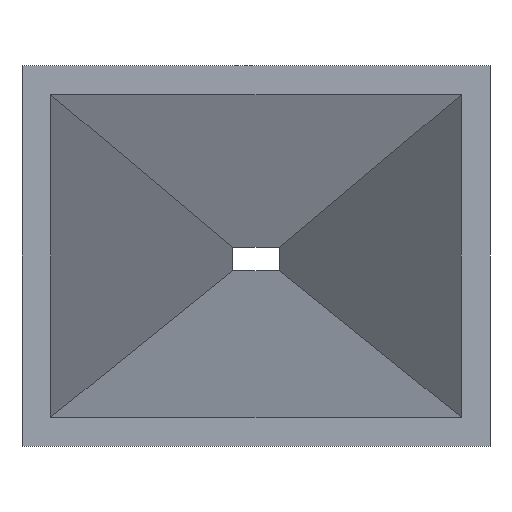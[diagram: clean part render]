
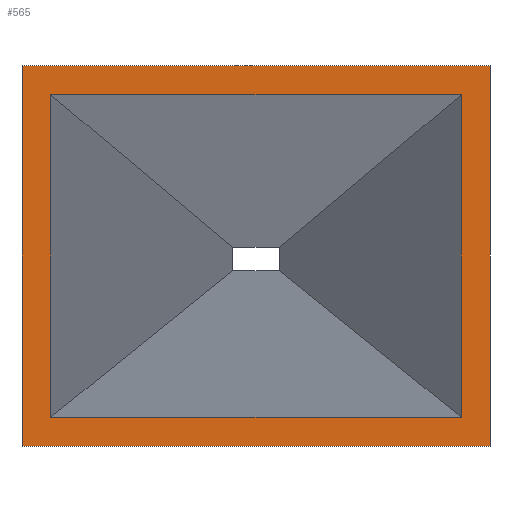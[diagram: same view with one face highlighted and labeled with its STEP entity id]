
A CAD part, top view. The second image highlights one B-rep face of the part: STEP entity #565.
In plain terms, the highlighted planar face has unit normal (0, 0, 1).
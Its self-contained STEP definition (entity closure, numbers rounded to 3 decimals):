
#26=FACE_BOUND('',#112,.T.);
#80=FACE_OUTER_BOUND('',#111,.T.);
#111=EDGE_LOOP('',(#422,#423,#424,#425));
#112=EDGE_LOOP('',(#426,#427,#428,#429));
#166=LINE('',#863,#217);
#169=LINE('',#868,#220);
#178=LINE('',#894,#229);
#180=LINE('',#897,#231);
#181=LINE('',#901,#232);
#182=LINE('',#903,#233);
#183=LINE('',#905,#234);
#184=LINE('',#906,#235);
#217=VECTOR('',#688,10.);
#220=VECTOR('',#693,10.);
#229=VECTOR('',#714,10.);
#231=VECTOR('',#718,10.);
#232=VECTOR('',#721,10.);
#233=VECTOR('',#722,10.);
#234=VECTOR('',#723,10.);
#235=VECTOR('',#724,10.);
#266=VERTEX_POINT('',#860);
#267=VERTEX_POINT('',#862);
#268=VERTEX_POINT('',#866);
#279=VERTEX_POINT('',#892);
#280=VERTEX_POINT('',#899);
#281=VERTEX_POINT('',#900);
#282=VERTEX_POINT('',#902);
#283=VERTEX_POINT('',#904);
#318=EDGE_CURVE('',#267,#266,#166,.T.);
#321=EDGE_CURVE('',#266,#268,#169,.T.);
#333=EDGE_CURVE('',#268,#279,#178,.T.);
#335=EDGE_CURVE('',#279,#267,#180,.T.);
#336=EDGE_CURVE('',#280,#281,#181,.T.);
#337=EDGE_CURVE('',#282,#280,#182,.T.);
#338=EDGE_CURVE('',#283,#282,#183,.T.);
#339=EDGE_CURVE('',#281,#283,#184,.T.);
#422=ORIENTED_EDGE('',*,*,#336,.F.);
#423=ORIENTED_EDGE('',*,*,#337,.F.);
#424=ORIENTED_EDGE('',*,*,#338,.F.);
#425=ORIENTED_EDGE('',*,*,#339,.F.);
#426=ORIENTED_EDGE('',*,*,#333,.T.);
#427=ORIENTED_EDGE('',*,*,#335,.T.);
#428=ORIENTED_EDGE('',*,*,#318,.T.);
#429=ORIENTED_EDGE('',*,*,#321,.T.);
#545=PLANE('',#622);
#565=ADVANCED_FACE('',(#80,#26),#545,.T.);
#622=AXIS2_PLACEMENT_3D('',#898,#719,#720);
#688=DIRECTION('',(0.,1.,0.));
#693=DIRECTION('',(1.,0.,0.));
#714=DIRECTION('',(0.,-1.,0.));
#718=DIRECTION('',(-1.,0.,0.));
#719=DIRECTION('center_axis',(0.,0.,
1.));
#720=DIRECTION('ref_axis',(1.,0.,0.));
#721=DIRECTION('',(0.,-1.,0.));
#722=DIRECTION('',(1.,0.,0.));
#723=DIRECTION('',(0.,1.,0.));
#724=DIRECTION('',(-1.,0.,0.));
#860=CARTESIAN_POINT('',(-16.437,12.916,138.));
#862=CARTESIAN_POINT('',(-16.437,-12.916,138.));
#863=CARTESIAN_POINT('',(-16.437,-1.62,138.));
#866=CARTESIAN_POINT('',(16.437,12.916,138.));
#868=CARTESIAN_POINT('',(-2.09,12.916,138.));
#892=CARTESIAN_POINT('',(16.437,-12.916,138.));
#894=CARTESIAN_POINT('',(16.437,1.62,138.));
#897=CARTESIAN_POINT('',(2.09,-12.916,138.));
#898=CARTESIAN_POINT('Origin',(0.,0.,
138.));
#899=CARTESIAN_POINT('',(18.75,15.225,138.));
#900=CARTESIAN_POINT('',(18.75,-15.225,138.));
#901=CARTESIAN_POINT('',(18.75,-15.225,138.));
#902=CARTESIAN_POINT('',(-18.75,15.225,138.));
#903=CARTESIAN_POINT('',(18.75,15.225,138.));
#904=CARTESIAN_POINT('',(-18.75,-15.225,138.));
#905=CARTESIAN_POINT('',(-18.75,15.225,138.));
#906=CARTESIAN_POINT('',(-18.75,-15.225,138.));
